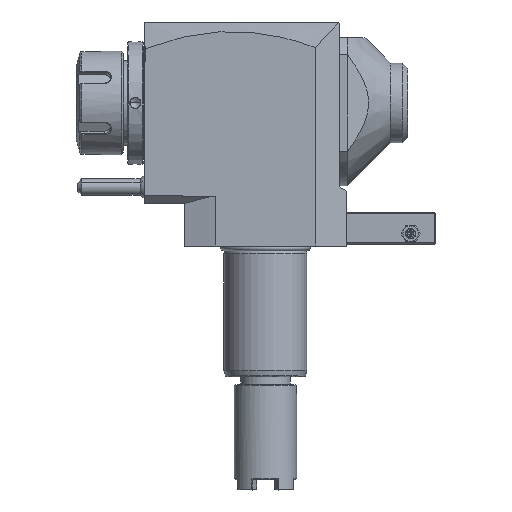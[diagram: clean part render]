
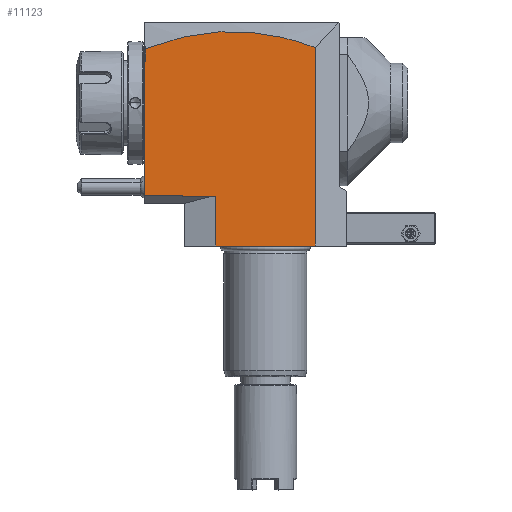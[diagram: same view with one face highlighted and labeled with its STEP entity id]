
A CAD part, top view. The second image highlights one B-rep face of the part: STEP entity #11123.
In plain terms, the highlighted planar face has unit normal (0, 0, 1).
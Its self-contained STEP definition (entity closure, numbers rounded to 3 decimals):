
#29=DIRECTION('',(-1.,0.,0.));
#30=VECTOR('',#29,48.);
#31=CARTESIAN_POINT('',(24.,0.,37.5));
#32=LINE('',#31,#30);
#220=DIRECTION('',(0.,1.,0.));
#221=VECTOR('',#220,64.5);
#222=CARTESIAN_POINT('',(-58.3,24.5,37.5));
#223=LINE('',#222,#221);
#266=DIRECTION('',(1.,0.,0.));
#267=VECTOR('',#266,18.5);
#268=CARTESIAN_POINT('',(-58.3,24.5,37.5));
#269=LINE('',#268,#267);
#353=DIRECTION('',(0.,-1.,0.));
#354=VECTOR('',#353,24.);
#355=CARTESIAN_POINT('',(-24.,24.,37.5));
#356=LINE('',#355,#354);
#365=DIRECTION('',(1.,0.,0.));
#366=VECTOR('',#365,0.5);
#367=CARTESIAN_POINT('',(-58.3,89.,37.5));
#368=LINE('',#367,#366);
#369=DIRECTION('',(0.,1.,0.));
#370=VECTOR('',#369,6.092);
#371=CARTESIAN_POINT('',(-57.8,89.,37.5));
#372=LINE('',#371,#370);
#373=CARTESIAN_POINT('',(-57.8,95.092,37.5));
#374=CARTESIAN_POINT('',(-50.998,97.812,37.5));
#375=CARTESIAN_POINT('',(-37.387,101.914,37.5));
#376=CARTESIAN_POINT('',(-16.948,104.059,37.5));
#377=CARTESIAN_POINT('',(3.513,102.192,37.5));
#378=CARTESIAN_POINT('',(17.168,98.259,37.5));
#379=CARTESIAN_POINT('',(24.,95.615,37.5));
#381=DIRECTION('',(0.,-1.,0.));
#382=VECTOR('',#381,95.615);
#383=CARTESIAN_POINT('',(24.,95.615,37.5));
#384=LINE('',#383,#382);
#385=DIRECTION('',(0.,-1.,0.));
#386=VECTOR('',#385,0.5);
#387=CARTESIAN_POINT('',(-39.8,24.5,37.5));
#388=LINE('',#387,#386);
#956=DIRECTION('',(1.,0.,0.));
#957=VECTOR('',#956,15.8);
#958=CARTESIAN_POINT('',(-39.8,24.,37.5));
#959=LINE('',#958,#957);
#10018=VERTEX_POINT('',#373);
#10019=VERTEX_POINT('',#379);
#10031=CARTESIAN_POINT('',(-39.8,24.5,37.5));
#10032=CARTESIAN_POINT('',(-39.8,24.,37.5));
#10033=VERTEX_POINT('',#10031);
#10034=VERTEX_POINT('',#10032);
#10041=CARTESIAN_POINT('',(-24.,24.,37.5));
#10042=VERTEX_POINT('',#10041);
#10424=CARTESIAN_POINT('',(24.,0.,37.5));
#10426=VERTEX_POINT('',#10424);
#10427=CARTESIAN_POINT('',(-24.,0.,37.5));
#10428=VERTEX_POINT('',#10427);
#10461=CARTESIAN_POINT('',(-58.3,24.5,37.5));
#10462=CARTESIAN_POINT('',(-58.3,89.,37.5));
#10463=VERTEX_POINT('',#10461);
#10464=VERTEX_POINT('',#10462);
#10580=CARTESIAN_POINT('',(-57.8,89.,37.5));
#10582=VERTEX_POINT('',#10580);
#11101=CARTESIAN_POINT('',(-39.202,24.,37.5));
#11102=DIRECTION('',(0.,0.,1.));
#11103=DIRECTION('',(1.,0.,0.));
#11104=AXIS2_PLACEMENT_3D('',#11101,#11102,#11103);
#11105=PLANE('',#11104);
#11106=ORIENTED_EDGE('',*,*,#11016,.F.);
#11107=ORIENTED_EDGE('',*,*,#10909,.T.);
#11109=ORIENTED_EDGE('',*,*,#11108,.T.);
#11111=ORIENTED_EDGE('',*,*,#11110,.T.);
#11113=ORIENTED_EDGE('',*,*,#11112,.T.);
#11114=ORIENTED_EDGE('',*,*,#10755,.T.);
#11115=ORIENTED_EDGE('',*,*,#10730,.T.);
#11116=ORIENTED_EDGE('',*,*,#11091,.F.);
#11118=ORIENTED_EDGE('',*,*,#11117,.F.);
#11120=ORIENTED_EDGE('',*,*,#11119,.F.);
#11121=EDGE_LOOP('',(#11106,#11107,#11109,#11111,#11113,#11114,#11115,#11116,
#11118,#11120));
#11122=FACE_OUTER_BOUND('',#11121,.F.);
#380=B_SPLINE_CURVE_WITH_KNOTS('',3,(#373,#374,#375,#376,#377,#378,#379),
.UNSPECIFIED.,.F.,.F.,(4,1,1,1,4),(0.,0.25,0.5,0.75,1.),
.UNSPECIFIED.);
#10730=EDGE_CURVE('',#10426,#10428,#32,.T.);
#10755=EDGE_CURVE('',#10019,#10426,#384,.T.);
#10909=EDGE_CURVE('',#10463,#10464,#223,.T.);
#11016=EDGE_CURVE('',#10463,#10033,#269,.T.);
#11091=EDGE_CURVE('',#10042,#10428,#356,.T.);
#11108=EDGE_CURVE('',#10464,#10582,#368,.T.);
#11110=EDGE_CURVE('',#10582,#10018,#372,.T.);
#11112=EDGE_CURVE('',#10018,#10019,#380,.T.);
#11117=EDGE_CURVE('',#10034,#10042,#959,.T.);
#11119=EDGE_CURVE('',#10033,#10034,#388,.T.);
#11123=ADVANCED_FACE('',(#11122),#11105,.T.);
